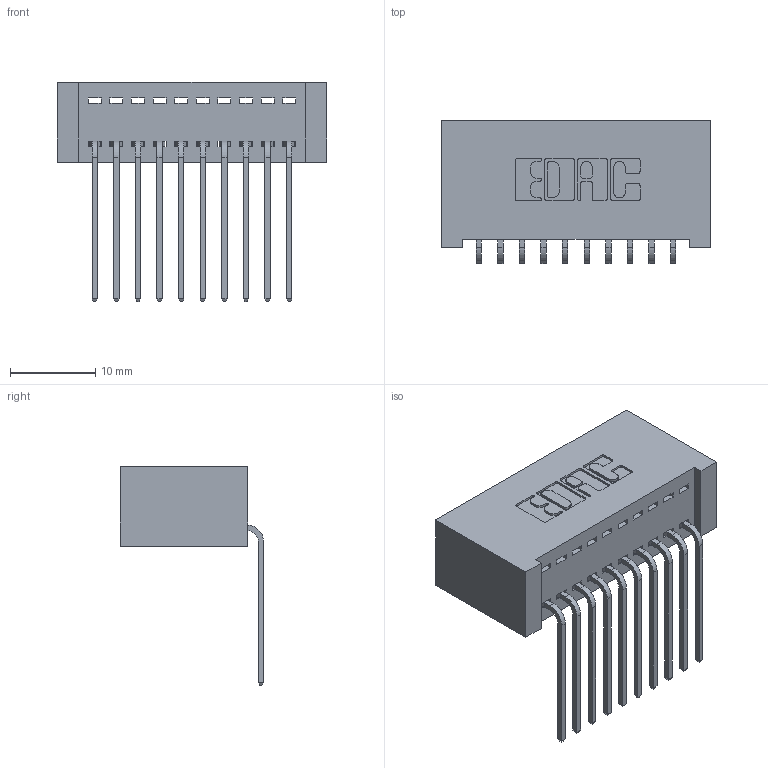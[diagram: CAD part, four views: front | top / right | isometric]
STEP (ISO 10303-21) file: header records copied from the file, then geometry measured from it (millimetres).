
FILE_DESCRIPTION (( 'STEP AP203' ), '1' );
FILE_NAME ('342-010-559-101.STEP', '2018-08-10T14:04:16', ( '' ), ( '' ), 'SwSTEP 2.0', 'SolidWorks 2016', '' );
FILE_SCHEMA (( 'CONFIG_CONTROL_DESIGN' ));
Length unit declared in the file: inch
Products named in the file (3): 342 Part_Lugless; 345-292-001_558 559 Tail - 1; 342-010-559-101
Assembly tree (11 placements, depth 2):
  342-010-559-101
    342 Part_Lugless
    345-292-001_558 559 Tail - 1  x10
Bounding box: 31.65 x 16.83 x 25.78 mm (x, y, z)
Volume: 3099.4 mm3; surface area: 4466.3 mm2
Topology: 11 solids, 11 shells, 702 faces, 2095 edges, 1382 vertices
Faces by surface type: plane 502, cylinder 200
Entity records: 9927 total; most frequent: CARTESIAN_POINT 1724, ORIENTED_EDGE 1670, DIRECTION 1511, EDGE_CURVE 835, LINE 715, VECTOR 715, VERTEX_POINT 554, AXIS2_PLACEMENT_3D 398
